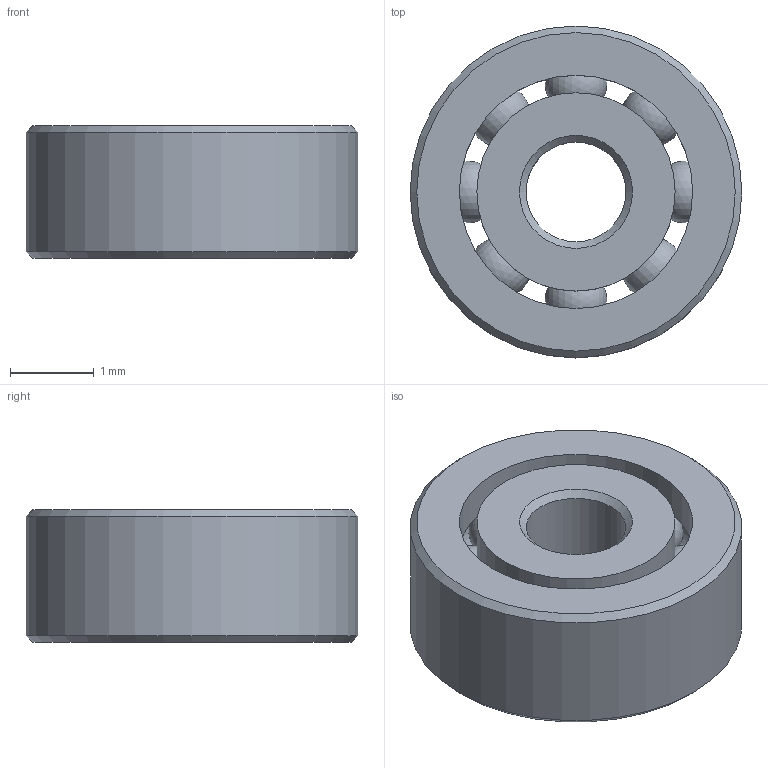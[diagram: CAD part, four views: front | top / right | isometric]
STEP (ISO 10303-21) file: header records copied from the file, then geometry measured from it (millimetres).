
FILE_DESCRIPTION(/* description */ ('STEP AP203'),/* implementation_level */ '2;1');
FILE_NAME(/* name */ 'test.step',/* time_stamp */ '2025-06-18T20:09:55-07:00',/* author */ (''),/* organization */ (''),/* preprocessor_version */ 'ST-DEVELOPER v20.1',/* originating_system */ 'Autodesk Translation Framework v14.10.0.0',/* authorisation */ '');
FILE_SCHEMA (('AUTOMOTIVE_DESIGN { 1 0 10303 214 3 1 1 }'));
Length unit declared in the file: inch
Products named in the file (1): 3826T2_Precision Stainless Steel Open Ball Bearing
Bounding box: 3.97 x 3.97 x 1.59 mm (x, y, z)
Volume: 14.5 mm3; surface area: 86.6 mm2
Topology: 10 solids, 10 shells, 24 faces, 54 edges, 34 vertices
Faces by surface type: sphere 8, cylinder 6, cone 4, plane 4, torus 2
Full cylindrical faces by diameter (mm): 1.194 x1, 2.372 x2, 2.791 x2, 3.969 x1
Entity records: 632 total; most frequent: DIRECTION 116, CARTESIAN_POINT 97, ORIENTED_EDGE 76, AXIS2_PLACEMENT_3D 53, EDGE_CURVE 38, VERTEX_POINT 34, EDGE_LOOP 28, CIRCLE 28
